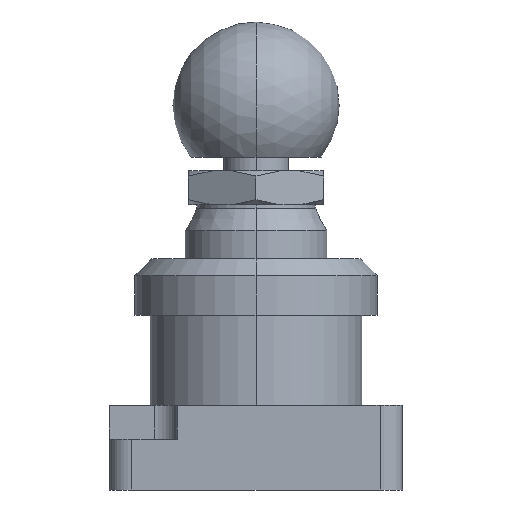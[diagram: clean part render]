
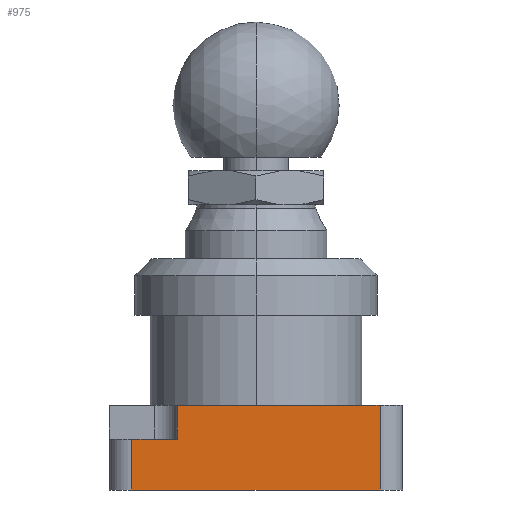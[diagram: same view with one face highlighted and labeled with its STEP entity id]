
A CAD part, left-side view. The second image highlights one B-rep face of the part: STEP entity #975.
In plain terms, the highlighted planar face has unit normal (-1, 0, 0).
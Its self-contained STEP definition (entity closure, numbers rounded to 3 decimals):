
#46 = CARTESIAN_POINT ( 'NONE',  ( -13., 7., 4.5 ) ) ;
#98 = LINE ( 'NONE', #1072, #1341 ) ;
#119 = ORIENTED_EDGE ( 'NONE', *, *, #1235, .F. ) ;
#199 = PLANE ( 'NONE',  #4649 ) ;
#274 = EDGE_CURVE ( 'NONE', #456, #1463, #4237, .T. ) ;
#373 = EDGE_CURVE ( 'NONE', #400, #456, #4021, .T. ) ;
#400 = VERTEX_POINT ( 'NONE', #3261 ) ;
#456 = VERTEX_POINT ( 'NONE', #4431 ) ;
#591 = CARTESIAN_POINT ( 'NONE',  ( -13., -11., 7.5 ) ) ;
#597 = VERTEX_POINT ( 'NONE', #2836 ) ;
#649 = VECTOR ( 'NONE', #1764, 1000. ) ;
#720 = EDGE_CURVE ( 'NONE', #3743, #4249, #98, .T. ) ;
#739 = CARTESIAN_POINT ( 'NONE',  ( -13., 11., 7.5 ) ) ;
#757 = EDGE_CURVE ( 'NONE', #400, #3743, #3168, .T. ) ;
#800 = ORIENTED_EDGE ( 'NONE', *, *, #274, .T. ) ;
#975 = ADVANCED_FACE ( 'NONE', ( #3517 ), #199, .F. ) ;
#987 = VECTOR ( 'NONE', #4740, 1000. ) ;
#1072 = CARTESIAN_POINT ( 'NONE',  ( -13., 7., 4.5 ) ) ;
#1142 = EDGE_CURVE ( 'NONE', #1463, #597, #4599, .T. ) ;
#1227 = VECTOR ( 'NONE', #3882, 1000. ) ;
#1235 = EDGE_CURVE ( 'NONE', #4249, #597, #3630, .T. ) ;
#1290 = CARTESIAN_POINT ( 'NONE',  ( -13., -13., 7.5 ) ) ;
#1341 = VECTOR ( 'NONE', #3613, 1000. ) ;
#1463 = VERTEX_POINT ( 'NONE', #1546 ) ;
#1546 = CARTESIAN_POINT ( 'NONE',  ( -13., -11., 0. ) ) ;
#1764 = DIRECTION ( 'NONE',  ( 0., -1., 0. ) ) ;
#1767 = CARTESIAN_POINT ( 'NONE',  ( -13., 13., 4.5 ) ) ;
#2308 = ORIENTED_EDGE ( 'NONE', *, *, #373, .T. ) ;
#2510 = DIRECTION ( 'NONE',  ( 0., -1., 0. ) ) ;
#2540 = CARTESIAN_POINT ( 'NONE',  ( -13., -13., 7.5 ) ) ;
#2645 = VECTOR ( 'NONE', #2510, 1000. ) ;
#2720 = DIRECTION ( 'NONE',  ( 0., 0., -1. ) ) ;
#2785 = CARTESIAN_POINT ( 'NONE',  ( -13., -13., 0. ) ) ;
#2836 = CARTESIAN_POINT ( 'NONE',  ( -13., -11., 7.5 ) ) ;
#2888 = VECTOR ( 'NONE', #2893, 1000. ) ;
#2893 = DIRECTION ( 'NONE',  ( 0., -1., 0. ) ) ;
#2998 = ORIENTED_EDGE ( 'NONE', *, *, #757, .F. ) ;
#3168 = LINE ( 'NONE', #1767, #2888 ) ;
#3261 = CARTESIAN_POINT ( 'NONE',  ( -13., 11., 4.5 ) ) ;
#3465 = DIRECTION ( 'NONE',  ( 1., 0., 0. ) ) ;
#3517 = FACE_OUTER_BOUND ( 'NONE', #3859, .T. ) ;
#3613 = DIRECTION ( 'NONE',  ( 0., 0., 1. ) ) ;
#3630 = LINE ( 'NONE', #2540, #2645 ) ;
#3650 = ORIENTED_EDGE ( 'NONE', *, *, #1142, .T. ) ;
#3743 = VERTEX_POINT ( 'NONE', #46 ) ;
#3859 = EDGE_LOOP ( 'NONE', ( #800, #3650, #119, #4518, #2998, #2308 ) ) ;
#3882 = DIRECTION ( 'NONE',  ( 0., 0., 1. ) ) ;
#4021 = LINE ( 'NONE', #739, #987 ) ;
#4237 = LINE ( 'NONE', #2785, #649 ) ;
#4249 = VERTEX_POINT ( 'NONE', #4343 ) ;
#4343 = CARTESIAN_POINT ( 'NONE',  ( -13., 7., 7.5 ) ) ;
#4431 = CARTESIAN_POINT ( 'NONE',  ( -13., 11., 0. ) ) ;
#4518 = ORIENTED_EDGE ( 'NONE', *, *, #720, .F. ) ;
#4599 = LINE ( 'NONE', #591, #1227 ) ;
#4649 = AXIS2_PLACEMENT_3D ( 'NONE', #1290, #3465, #2720 ) ;
#4740 = DIRECTION ( 'NONE',  ( 0., 0., -1. ) ) ;
